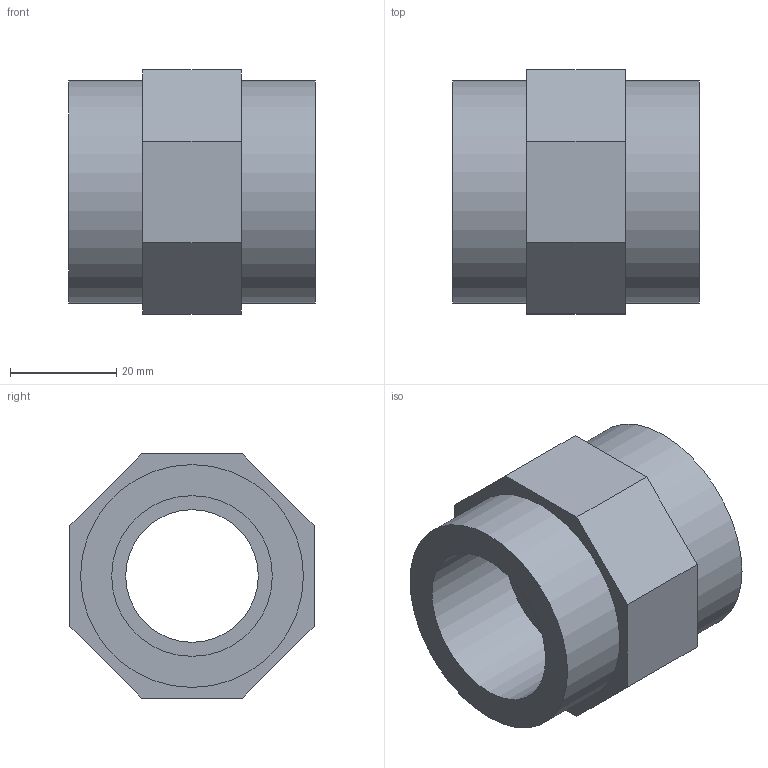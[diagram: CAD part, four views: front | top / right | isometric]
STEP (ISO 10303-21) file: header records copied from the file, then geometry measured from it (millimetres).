
FILE_DESCRIPTION((''),'2;1');
FILE_NAME('PV50350A032.stp','2022-02-21T14:16:26',('RL'),(''),'Autodesk Inventor 2012','Autodesk Inventor 2012','');
FILE_SCHEMA(('AUTOMOTIVE_DESIGN { 1 0 10303 214 1 1 1 1 }'));
Length unit declared in the file: millimetre
Products named in the file (1): PV50350A032
Bounding box: 46.5 x 46 x 46 mm (x, y, z)
Volume: 36984.7 mm3; surface area: 13431.6 mm2
Topology: 1 solids, 1 shells, 20 faces, 41 edges, 27 vertices
Faces by surface type: plane 14, cylinder 5, cone 1
Full cylindrical faces by diameter (mm): 25 x1, 30.29 x1, 32 x1, 42 x2
Entity records: 544 total; most frequent: DIRECTION 88, CARTESIAN_POINT 83, ORIENTED_EDGE 70, EDGE_CURVE 35, AXIS2_PLACEMENT_3D 32, EDGE_LOOP 32, VERTEX_POINT 27, VECTOR 24
